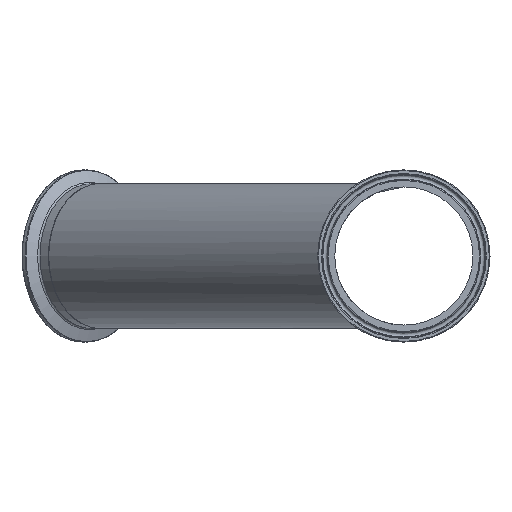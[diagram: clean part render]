
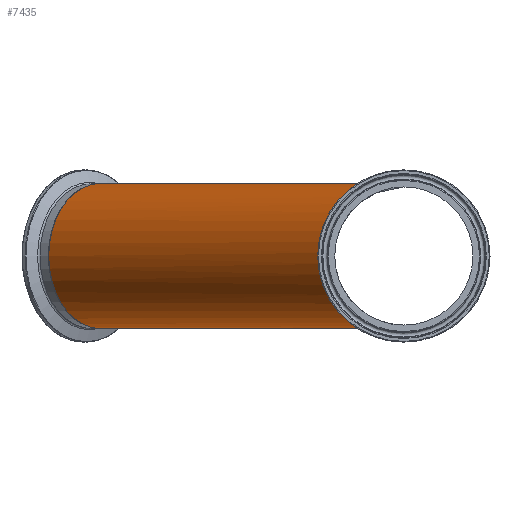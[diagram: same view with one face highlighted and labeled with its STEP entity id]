
A CAD part, left-side view. The second image highlights one B-rep face of the part: STEP entity #7435.
In plain terms, the highlighted cylindrical face has radius 38.1 mm (diameter 76.2 mm), a full revolution.
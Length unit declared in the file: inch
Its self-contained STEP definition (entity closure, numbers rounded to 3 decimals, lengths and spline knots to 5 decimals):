
#79=ELLIPSE('',#7808,1.62359,1.5);
#80=ELLIPSE('',#7809,3.91969,1.5);
#81=ELLIPSE('',#7810,3.91969,1.5);
#795=FACE_OUTER_BOUND('',#1230,.T.);
#1230=EDGE_LOOP('',(#6590,#6591,#6592,#6593,#6594,#6595,#6596));
#1407=CIRCLE('',#7822,1.5);
#1408=CIRCLE('',#7823,1.5);
#2009=LINE('',#16687,#2465);
#2465=VECTOR('',#9128,1.5);
#3458=VERTEX_POINT('',#16652);
#3459=VERTEX_POINT('',#16653);
#3460=VERTEX_POINT('',#16655);
#3461=VERTEX_POINT('',#16669);
#3462=VERTEX_POINT('',#16670);
#4536=EDGE_CURVE('',#3458,#3459,#79,.T.);
#4537=EDGE_CURVE('',#3459,#3460,#80,.T.);
#4538=EDGE_CURVE('',#3460,#3458,#81,.T.);
#4539=EDGE_CURVE('',#3461,#3462,#1407,.T.);
#4540=EDGE_CURVE('',#3462,#3461,#1408,.T.);
#4547=EDGE_CURVE('',#3462,#3460,#2009,.T.);
#6590=ORIENTED_EDGE('',*,*,#4539,.T.);
#6591=ORIENTED_EDGE('',*,*,#4547,.T.);
#6592=ORIENTED_EDGE('',*,*,#4537,.F.);
#6593=ORIENTED_EDGE('',*,*,#4536,.F.);
#6594=ORIENTED_EDGE('',*,*,#4538,.F.);
#6595=ORIENTED_EDGE('',*,*,#4547,.F.);
#6596=ORIENTED_EDGE('',*,*,#4540,.T.);
#7009=CYLINDRICAL_SURFACE('',#7831,1.5);
#7435=ADVANCED_FACE('',(#795),#7009,.T.);
#7808=AXIS2_PLACEMENT_3D('',#16654,#9080,#9081);
#7809=AXIS2_PLACEMENT_3D('',#16656,#9082,#9083);
#7810=AXIS2_PLACEMENT_3D('',#16657,#9084,#9085);
#7822=AXIS2_PLACEMENT_3D('',#16671,#9108,#9109);
#7823=AXIS2_PLACEMENT_3D('',#16672,#9110,#9111);
#7831=AXIS2_PLACEMENT_3D('',#16686,#9126,#9127);
#9080=DIRECTION('center_axis',(-0.924,-0.383,0.));
#9081=DIRECTION('ref_axis',(-0.383,0.924,0.));
#9082=DIRECTION('center_axis',(0.383,-0.924,0.));
#9083=DIRECTION('ref_axis',(0.924,0.383,0.));
#9084=DIRECTION('center_axis',(0.383,-0.924,0.));
#9085=DIRECTION('ref_axis',(0.924,0.383,0.));
#9108=DIRECTION('center_axis',(-0.707,-0.707,0.));
#9109=DIRECTION('ref_axis',(-0.707,0.707,0.));
#9110=DIRECTION('center_axis',(-0.707,-0.707,0.));
#9111=DIRECTION('ref_axis',(-0.707,0.707,0.));
#9126=DIRECTION('center_axis',(0.707,0.707,0.));
#9127=DIRECTION('ref_axis',(-0.707,0.707,0.));
#9128=DIRECTION('',(-0.707,-0.707,0.));
#16652=CARTESIAN_POINT('',(3.42357,0.,1.5));
#16653=CARTESIAN_POINT('',(3.42357,0.,-1.5));
#16654=CARTESIAN_POINT('Origin',(3.42357,0.,
0.));
#16655=CARTESIAN_POINT('',(7.04489,1.5,0.));
#16656=CARTESIAN_POINT('Origin',(3.42357,0.,
0.));
#16657=CARTESIAN_POINT('Origin',(3.42357,0.,
0.));
#16669=CARTESIAN_POINT('',(9.74334,6.31977,-1.5));
#16670=CARTESIAN_POINT('',(10.804,5.25911,0.));
#16671=CARTESIAN_POINT('Origin',(9.74334,6.31977,0.));
#16672=CARTESIAN_POINT('Origin',(9.74334,6.31977,0.));
#16686=CARTESIAN_POINT('Origin',(6.82522,3.40165,0.));
#16687=CARTESIAN_POINT('',(7.88588,2.34099,0.));
